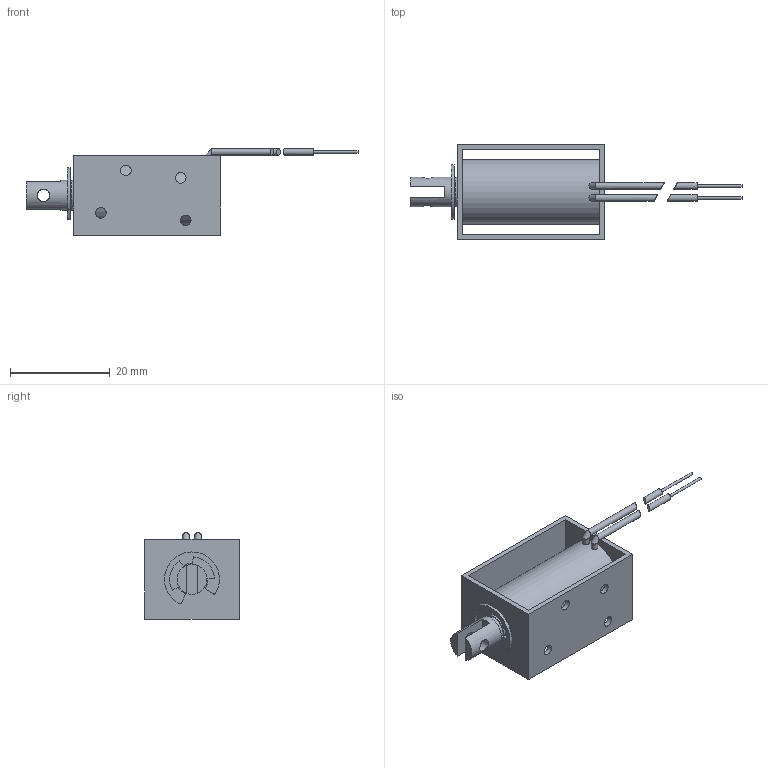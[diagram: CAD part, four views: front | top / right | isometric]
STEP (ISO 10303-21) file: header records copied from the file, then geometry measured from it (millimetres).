
FILE_DESCRIPTION( ( 'Unknown' ), '1' );
FILE_NAME( 'F0630L.stp', 'Unknown', ( 'Unknown' ), ( 'Unknown' ), 'PSStep 17.0.49', 'Unknown', ' ' );
FILE_SCHEMA( ( 'AUTOMOTIVE_DESIGN { 1 0 10303 214 1 1 1 1 }' ) );
Length unit declared in the file: millimetre
Products named in the file (8): Assem1; F0630L; F0630L-2; E-ring 6,4mm
Assembly tree (7 placements, depth 2):
  Assem1
    F0630L
    F0630L
    F0630L
    F0630L
    F0630L
    F0630L-2
    E-ring 6,4mm
Bounding box: 66.5 x 19 x 17.35 mm (x, y, z)
Volume: 5315.1 mm3; surface area: 5487.9 mm2
Topology: 7 solids, 7 shells, 74 faces, 167 edges, 109 vertices
Faces by surface type: plane 38, cylinder 32, torus 2, cone 2
Full cylindrical faces by diameter (mm): 0.5 x2, 1.3 x6, 2.113 x4, 2.5 x2, 3 x1, 5.4 x1, 6 x3, 13 x1
Entity records: 2712 total; most frequent: CARTESIAN_POINT 396, DIRECTION 362, ORIENTED_EDGE 264, AXIS2_PLACEMENT_3D 150, EDGE_CURVE 132, EDGE_LOOP 120, VERTEX_POINT 100, FACE_OUTER_BOUND 94
